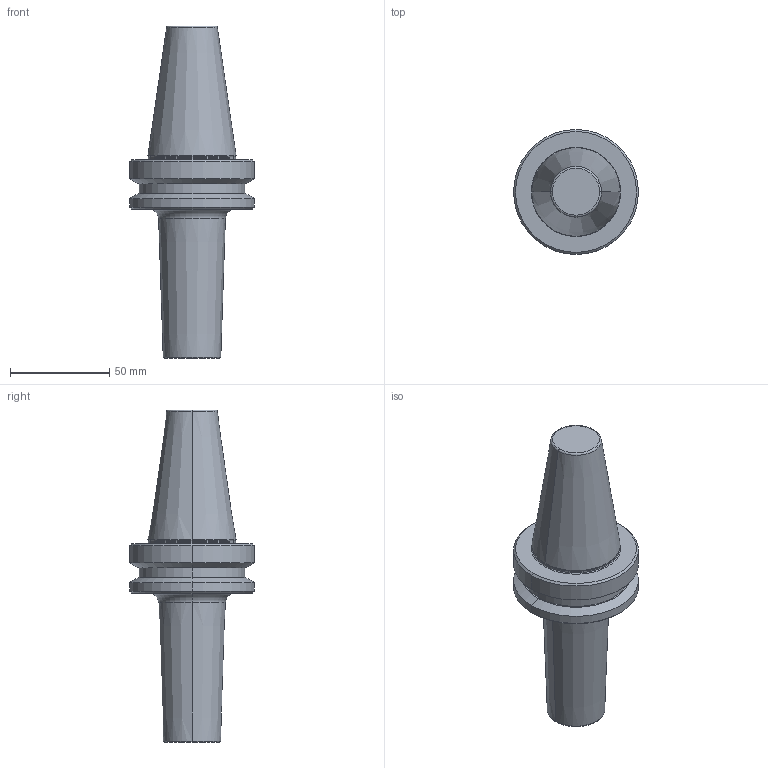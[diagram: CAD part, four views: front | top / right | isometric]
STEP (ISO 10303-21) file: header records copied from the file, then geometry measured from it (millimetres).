
FILE_DESCRIPTION (( 'STEP AP203' ), '1' );
FILE_NAME ('BT40 MCA16 075 AD+B-2.5G 25000 SL.STEP', '2019-05-24T10:26:37', ( '' ), ( '' ), 'SwSTEP 2.0', 'SolidWorks 2014', '' );
FILE_SCHEMA (( 'CONFIG_CONTROL_DESIGN' ));
Length unit declared in the file: millimetre
Products named in the file (1): BT40 MCA16 075 AD+B-2.5G 25000 SL
Bounding box: 63 x 63 x 167.4 mm (x, y, z)
Volume: 197475.8 mm3; surface area: 25291.9 mm2
Topology: 1 solids, 1 shells, 38 faces, 74 edges, 42 vertices
Faces by surface type: cone 14, torus 10, cylinder 8, plane 6
Entity records: 1051 total; most frequent: DIRECTION 204, CARTESIAN_POINT 155, ORIENTED_EDGE 148, AXIS2_PLACEMENT_3D 91, EDGE_CURVE 74, CIRCLE 52, EDGE_LOOP 42, VERTEX_POINT 42
